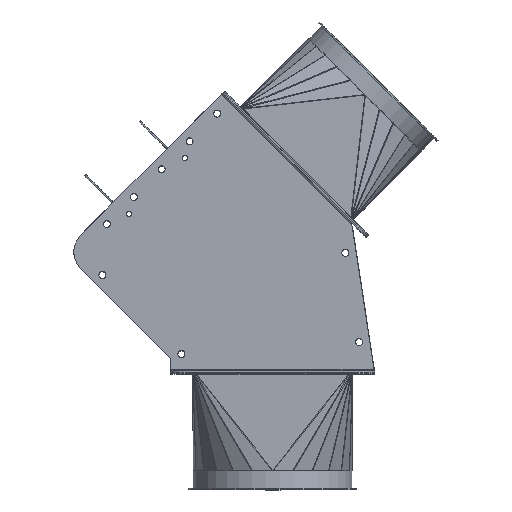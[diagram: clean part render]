
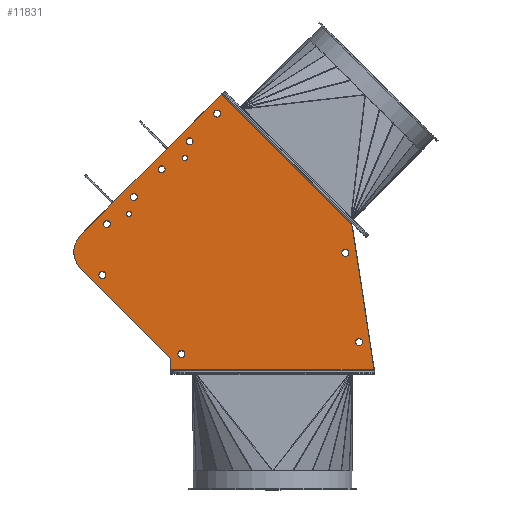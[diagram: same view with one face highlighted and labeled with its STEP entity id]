
A CAD part, top view. The second image highlights one B-rep face of the part: STEP entity #11831.
In plain terms, the highlighted planar face has unit normal (0, 0, 1).
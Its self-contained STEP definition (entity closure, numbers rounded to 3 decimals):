
#496=FACE_BOUND('',#1994,.T.);
#497=FACE_BOUND('',#1995,.T.);
#498=FACE_BOUND('',#1996,.T.);
#499=FACE_BOUND('',#1997,.T.);
#500=FACE_BOUND('',#1998,.T.);
#501=FACE_BOUND('',#1999,.T.);
#502=FACE_BOUND('',#2000,.T.);
#503=FACE_BOUND('',#2001,.T.);
#504=FACE_BOUND('',#2002,.T.);
#505=FACE_BOUND('',#2003,.T.);
#506=FACE_BOUND('',#2004,.T.);
#680=PLANE('',#12686);
#1175=FACE_OUTER_BOUND('',#1993,.T.);
#1993=EDGE_LOOP('',(#8362,#8363,#8364,#8365,#8366,#8367,#8368));
#1994=EDGE_LOOP('',(#8369));
#1995=EDGE_LOOP('',(#8370));
#1996=EDGE_LOOP('',(#8371));
#1997=EDGE_LOOP('',(#8372));
#1998=EDGE_LOOP('',(#8373));
#1999=EDGE_LOOP('',(#8374));
#2000=EDGE_LOOP('',(#8375));
#2001=EDGE_LOOP('',(#8376));
#2002=EDGE_LOOP('',(#8377));
#2003=EDGE_LOOP('',(#8378));
#2004=EDGE_LOOP('',(#8379));
#2948=LINE('',#17536,#4084);
#2953=LINE('',#17586,#4089);
#2954=LINE('',#17588,#4090);
#2955=LINE('',#17590,#4091);
#2956=LINE('',#17594,#4092);
#2957=LINE('',#17595,#4093);
#4084=VECTOR('',#13990,259.383);
#4089=VECTOR('',#14005,235.458);
#4090=VECTOR('',#14008,186.129);
#4091=VECTOR('',#14009,253.843);
#4092=VECTOR('',#14012,162.574);
#4093=VECTOR('',#14013,13.574);
#5200=CIRCLE('',#12628,4.5);
#5202=CIRCLE('',#12631,4.5);
#5204=CIRCLE('',#12634,4.5);
#5206=CIRCLE('',#12637,4.5);
#5208=CIRCLE('',#12640,3.5);
#5210=CIRCLE('',#12643,3.5);
#5215=CIRCLE('',#12653,4.5);
#5217=CIRCLE('',#12656,4.5);
#5219=CIRCLE('',#12659,4.5);
#5221=CIRCLE('',#12662,4.5);
#5223=CIRCLE('',#12665,4.5);
#5231=CIRCLE('',#12687,30.);
#5586=VERTEX_POINT('',#17401);
#5588=VERTEX_POINT('',#17406);
#5590=VERTEX_POINT('',#17411);
#5592=VERTEX_POINT('',#17416);
#5594=VERTEX_POINT('',#17421);
#5596=VERTEX_POINT('',#17426);
#5602=VERTEX_POINT('',#17446);
#5604=VERTEX_POINT('',#17451);
#5606=VERTEX_POINT('',#17456);
#5608=VERTEX_POINT('',#17461);
#5610=VERTEX_POINT('',#17466);
#5617=VERTEX_POINT('',#17492);
#5619=VERTEX_POINT('',#17520);
#5622=VERTEX_POINT('',#17548);
#5623=VERTEX_POINT('',#17571);
#5625=VERTEX_POINT('',#17589);
#5626=VERTEX_POINT('',#17591);
#5627=VERTEX_POINT('',#17593);
#6582=EDGE_CURVE('',#5586,#5586,#5200,.T.);
#6584=EDGE_CURVE('',#5588,#5588,#5202,.T.);
#6586=EDGE_CURVE('',#5590,#5590,#5204,.T.);
#6588=EDGE_CURVE('',#5592,#5592,#5206,.T.);
#6590=EDGE_CURVE('',#5594,#5594,#5208,.T.);
#6592=EDGE_CURVE('',#5596,#5596,#5210,.T.);
#6601=EDGE_CURVE('',#5602,#5602,#5215,.T.);
#6603=EDGE_CURVE('',#5604,#5604,#5217,.T.);
#6605=EDGE_CURVE('',#5606,#5606,#5219,.T.);
#6607=EDGE_CURVE('',#5608,#5608,#5221,.T.);
#6609=EDGE_CURVE('',#5610,#5610,#5223,.T.);
#6624=EDGE_CURVE('',#5617,#5619,#2948,.T.);
#6633=EDGE_CURVE('',#5623,#5622,#2953,.T.);
#6634=EDGE_CURVE('',#5623,#5619,#2954,.T.);
#6635=EDGE_CURVE('',#5625,#5622,#2955,.T.);
#6636=EDGE_CURVE('',#5626,#5625,#5231,.T.);
#6637=EDGE_CURVE('',#5627,#5626,#2956,.T.);
#6638=EDGE_CURVE('',#5617,#5627,#2957,.T.);
#8362=ORIENTED_EDGE('',*,*,#6624,.T.);
#8363=ORIENTED_EDGE('',*,*,#6634,.F.);
#8364=ORIENTED_EDGE('',*,*,#6633,.T.);
#8365=ORIENTED_EDGE('',*,*,#6635,.F.);
#8366=ORIENTED_EDGE('',*,*,#6636,.F.);
#8367=ORIENTED_EDGE('',*,*,#6637,.F.);
#8368=ORIENTED_EDGE('',*,*,#6638,.F.);
#8369=ORIENTED_EDGE('',*,*,#6582,.T.);
#8370=ORIENTED_EDGE('',*,*,#6584,.T.);
#8371=ORIENTED_EDGE('',*,*,#6586,.T.);
#8372=ORIENTED_EDGE('',*,*,#6588,.T.);
#8373=ORIENTED_EDGE('',*,*,#6590,.T.);
#8374=ORIENTED_EDGE('',*,*,#6592,.T.);
#8375=ORIENTED_EDGE('',*,*,#6601,.T.);
#8376=ORIENTED_EDGE('',*,*,#6603,.T.);
#8377=ORIENTED_EDGE('',*,*,#6605,.T.);
#8378=ORIENTED_EDGE('',*,*,#6607,.T.);
#8379=ORIENTED_EDGE('',*,*,#6609,.T.);
#11831=ADVANCED_FACE('',(#1175,#496,#497,#498,#499,#500,#501,#502,#503,
#504,#505,#506),#680,.T.);
#12628=AXIS2_PLACEMENT_3D('',#17402,#13873,#13874);
#12631=AXIS2_PLACEMENT_3D('',#17407,#13879,#13880);
#12634=AXIS2_PLACEMENT_3D('',#17412,#13885,#13886);
#12637=AXIS2_PLACEMENT_3D('',#17417,#13891,#13892);
#12640=AXIS2_PLACEMENT_3D('',#17422,#13897,#13898);
#12643=AXIS2_PLACEMENT_3D('',#17427,#13903,#13904);
#12653=AXIS2_PLACEMENT_3D('',#17447,#13927,#13928);
#12656=AXIS2_PLACEMENT_3D('',#17452,#13933,#13934);
#12659=AXIS2_PLACEMENT_3D('',#17457,#13939,#13940);
#12662=AXIS2_PLACEMENT_3D('',#17462,#13945,#13946);
#12665=AXIS2_PLACEMENT_3D('',#17467,#13951,#13952);
#12686=AXIS2_PLACEMENT_3D('',#17587,#14006,#14007);
#12687=AXIS2_PLACEMENT_3D('',#17592,#14010,#14011);
#13873=DIRECTION('center_axis',(0.,0.,-1.));
#13874=DIRECTION('ref_axis',(-1.,0.,0.));
#13879=DIRECTION('center_axis',(0.,0.,-1.));
#13880=DIRECTION('ref_axis',(-1.,0.,0.));
#13885=DIRECTION('center_axis',(0.,0.,-1.));
#13886=DIRECTION('ref_axis',(-1.,0.,0.));
#13891=DIRECTION('center_axis',(0.,0.,-1.));
#13892=DIRECTION('ref_axis',(-1.,0.,0.));
#13897=DIRECTION('center_axis',(0.,0.,-1.));
#13898=DIRECTION('ref_axis',(-1.,0.,0.));
#13903=DIRECTION('center_axis',(0.,0.,-1.));
#13904=DIRECTION('ref_axis',(-1.,0.,0.));
#13927=DIRECTION('center_axis',(0.,0.,-1.));
#13928=DIRECTION('ref_axis',(-1.,0.,0.));
#13933=DIRECTION('center_axis',(0.,0.,-1.));
#13934=DIRECTION('ref_axis',(-1.,0.,0.));
#13939=DIRECTION('center_axis',(0.,0.,-1.));
#13940=DIRECTION('ref_axis',(-1.,0.,0.));
#13945=DIRECTION('center_axis',(0.,0.,-1.));
#13946=DIRECTION('ref_axis',(-1.,0.,0.));
#13951=DIRECTION('center_axis',(0.,0.,-1.));
#13952=DIRECTION('ref_axis',(-1.,0.,0.));
#13990=DIRECTION('',(1.,0.,0.));
#14005=DIRECTION('',(-0.707,0.707,0.));
#14006=DIRECTION('center_axis',(0.,0.,1.));
#14007=DIRECTION('ref_axis',(1.,0.,0.));
#14008=DIRECTION('',(0.152,-0.988,0.));
#14009=DIRECTION('',(0.707,0.707,0.));
#14010=DIRECTION('center_axis',(0.,0.,-1.));
#14011=DIRECTION('ref_axis',(-0.707,0.707,0.));
#14012=DIRECTION('',(-0.707,0.707,0.));
#14013=DIRECTION('',(0.,1.,0.));
#17401=CARTESIAN_POINT('',(-172.686,193.636,2.));
#17402=CARTESIAN_POINT('Origin',(-177.186,193.636,2.));
#17406=CARTESIAN_POINT('',(-137.331,228.991,2.));
#17407=CARTESIAN_POINT('Origin',(-141.831,228.991,2.));
#17411=CARTESIAN_POINT('',(-101.622,264.7,2.));
#17412=CARTESIAN_POINT('Origin',(-106.122,264.7,2.));
#17416=CARTESIAN_POINT('',(-66.266,300.056,2.));
#17417=CARTESIAN_POINT('Origin',(-70.766,300.056,2.));
#17421=CARTESIAN_POINT('',(-179.696,172.069,2.));
#17422=CARTESIAN_POINT('Origin',(-183.196,172.069,2.));
#17426=CARTESIAN_POINT('',(-108.632,243.134,2.));
#17427=CARTESIAN_POINT('Origin',(-112.132,243.134,2.));
#17446=CARTESIAN_POINT('',(97.375,122.249,2.));
#17447=CARTESIAN_POINT('Origin',(92.875,122.249,2.));
#17451=CARTESIAN_POINT('',(-212.88,94.045,2.));
#17452=CARTESIAN_POINT('Origin',(-217.38,94.045,2.));
#17456=CARTESIAN_POINT('',(-207.223,159.099,2.));
#17457=CARTESIAN_POINT('Origin',(-211.723,159.099,2.));
#17461=CARTESIAN_POINT('',(-112.,-6.835,2.));
#17462=CARTESIAN_POINT('Origin',(-116.5,-6.835,2.));
#17466=CARTESIAN_POINT('',(114.893,8.592,2.));
#17467=CARTESIAN_POINT('Origin',(110.393,8.592,2.));
#17492=CARTESIAN_POINT('',(-130.,-26.,2.));
#17520=CARTESIAN_POINT('',(129.383,-26.,2.));
#17536=CARTESIAN_POINT('',(40.264,-26.,2.));
#17548=CARTESIAN_POINT('',(-65.463,324.451,2.));
#17571=CARTESIAN_POINT('',(101.031,157.957,2.));
#17586=CARTESIAN_POINT('',(-9.142,268.13,2.));
#17587=CARTESIAN_POINT('Origin',(-48.856,115.774,2.));
#17588=CARTESIAN_POINT('',(130.,-30.,2.));
#17589=CARTESIAN_POINT('',(-244.957,144.957,2.));
#17590=CARTESIAN_POINT('',(-62.635,327.279,2.));
#17591=CARTESIAN_POINT('',(-244.957,102.53,2.));
#17592=CARTESIAN_POINT('Origin',(-223.744,123.744,2.));
#17593=CARTESIAN_POINT('',(-130.,-12.426,2.));
#17594=CARTESIAN_POINT('',(-244.957,102.53,2.));
#17595=CARTESIAN_POINT('',(-130.,-12.426,2.));
